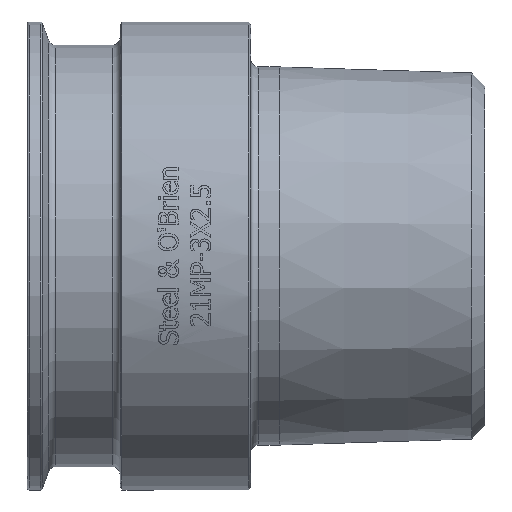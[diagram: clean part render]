
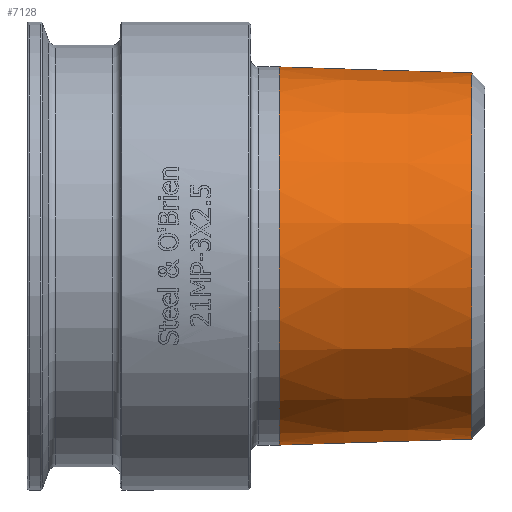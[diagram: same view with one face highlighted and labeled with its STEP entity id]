
A CAD part, top view. The second image highlights one B-rep face of the part: STEP entity #7128.
In plain terms, the highlighted conical face has half-angle 1.783 degrees and reference radius 36.101 mm.
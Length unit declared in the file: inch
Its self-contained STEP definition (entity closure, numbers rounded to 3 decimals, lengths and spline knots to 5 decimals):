
#18=CONICAL_SURFACE('',#7551,1.42131,1.783);
#116=FACE_BOUND('',#1308,.T.);
#862=FACE_OUTER_BOUND('',#1307,.T.);
#1307=EDGE_LOOP('',(#6646));
#1308=EDGE_LOOP('',(#6647));
#1504=CIRCLE('',#7550,1.39996);
#1505=CIRCLE('',#7552,1.44577);
#3517=VERTEX_POINT('',#15646);
#3518=VERTEX_POINT('',#15649);
#4566=EDGE_CURVE('',#3517,#3517,#1504,.T.);
#4567=EDGE_CURVE('',#3518,#3518,#1505,.T.);
#6646=ORIENTED_EDGE('',*,*,#4567,.T.);
#6647=ORIENTED_EDGE('',*,*,#4566,.F.);
#7128=ADVANCED_FACE('',(#862,#116),#18,.T.);
#7550=AXIS2_PLACEMENT_3D('',#15647,#8859,#8860);
#7551=AXIS2_PLACEMENT_3D('',#15648,#8861,#8862);
#7552=AXIS2_PLACEMENT_3D('',#15650,#8863,#8864);
#8859=DIRECTION('center_axis',(1.,0.,0.));
#8860=DIRECTION('ref_axis',(0.,-1.,0.));
#8861=DIRECTION('center_axis',(-1.,0.,0.));
#8862=DIRECTION('ref_axis',(0.,1.,0.));
#8863=DIRECTION('center_axis',(1.,0.,0.));
#8864=DIRECTION('ref_axis',(0.,1.,0.));
#15646=CARTESIAN_POINT('',(3.40005,1.39996,0.));
#15647=CARTESIAN_POINT('Origin',(3.40005,0.,
0.));
#15648=CARTESIAN_POINT('Origin',(2.7144,0.,0.));
#15649=CARTESIAN_POINT('',(1.9288,1.44577,0.));
#15650=CARTESIAN_POINT('Origin',(1.9288,0.,0.));
